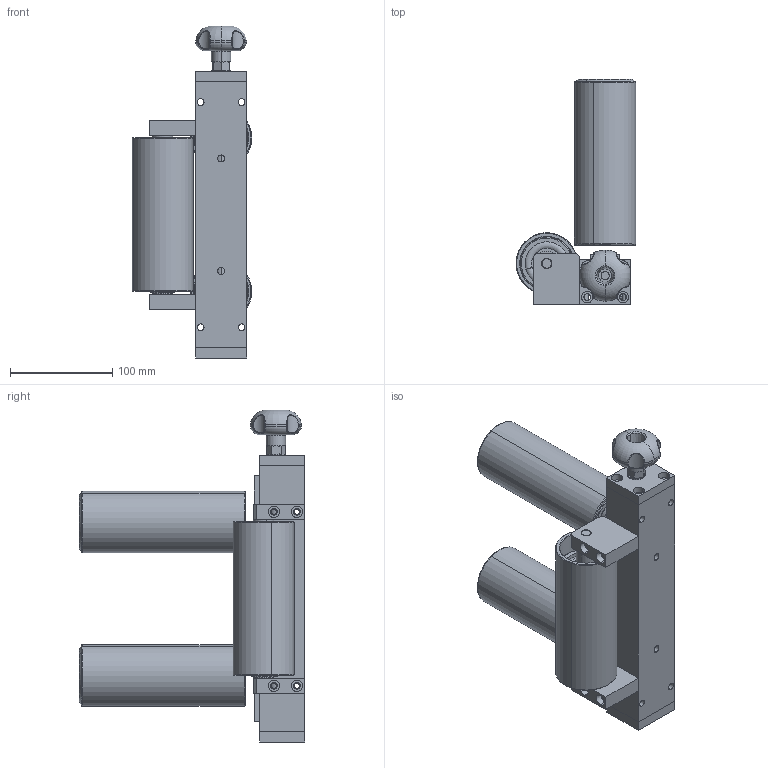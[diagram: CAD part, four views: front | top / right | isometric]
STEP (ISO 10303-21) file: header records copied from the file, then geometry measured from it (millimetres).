
FILE_DESCRIPTION (( 'STEP AP214' ), '1' );
FILE_NAME ('181126_3623RL.STEP', '2018-11-26T11:13:13', ( '' ), ( '' ), 'SwSTEP 2.0', 'SolidWorks 2018', '' );
FILE_SCHEMA (( 'AUTOMOTIVE_DESIGN' ));
Length unit declared in the file: millimetre
Products named in the file (1): 181126_3623RL
Bounding box: 116.88 x 220 x 324.39 mm (x, y, z)
Surface area: 238839.7 mm2 (no closed solid volume)
Topology: 0 solids, 30 shells, 318 faces, 1051 edges, 772 vertices
Faces by surface type: cylinder 114, plane 111, bspline 35, cone 30, torus 28
Entity records: 19760 total; most frequent: CARTESIAN_POINT 7249, DIRECTION 1824, ORIENTED_EDGE 1664, EDGE_CURVE 1051, VERTEX_POINT 772, AXIS2_PLACEMENT_3D 703, EDGE_LOOP 423, CIRCLE 419
